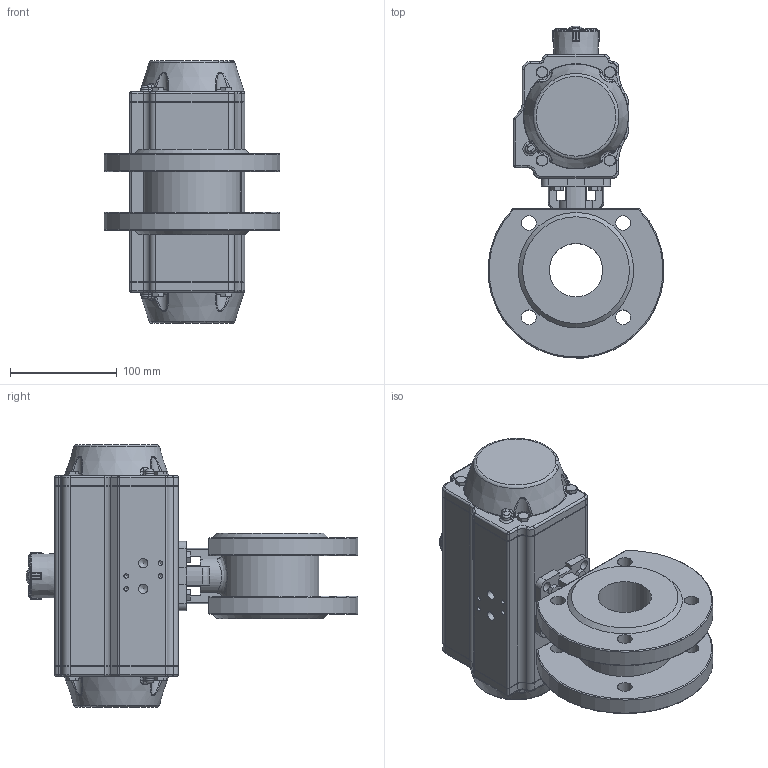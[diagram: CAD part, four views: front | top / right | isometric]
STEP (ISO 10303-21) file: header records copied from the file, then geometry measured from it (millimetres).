
FILE_DESCRIPTION(/* description */ ('Unknown'),/* implementation_level */ '2;1');
FILE_NAME(/* name */ 'FR040932-09',/* time_stamp */ '2023-05-02T10:40:39+02:00',/* author */ ('Unknown'),/* organization */ ('Unknown'),/* preprocessor_version */ 'ST-DEVELOPER v18.102',/* originating_system */ 'Solid Edge',/* authorisation */ 'Unknown');
FILE_SCHEMA (('AUTOMOTIVE_DESIGN {1 0 10303 214 3 1 1}'));
Length unit declared in the file: millimetre
Products named in the file (11): FR81-8.440.050; DW05_FR04_(DW110_FR81); ____; ________(___________; _____________; ______; hexagon head bolts--product grade c gb_GB_FASTENER_BOLT_HHBC M6X30-N; cup head nib bolts with large head gb_GB_FASTENER_BOLT_CHNBW M6X25-N; KP-88; 8.440.050; DIN558_M_6x16.1.3
Assembly tree (22 placements, depth 4):
  FR81-8.440.050
    DW05_FR04_(DW110_FR81)
      ____
        ________(___________  x2
        _____________  x2
        ______
      hexagon head bolts--product grade c gb_GB_FASTENER_BOLT_HHBC M6X30-N  x8
      cup head nib bolts with large head gb_GB_FASTENER_BOLT_CHNBW M6X25-N
      KP-88
    8.440.050
    DIN558_M_6x16.1.3  x4
Bounding box: 164.51 x 310.99 x 246 mm (x, y, z)
Volume: 3290524.2 mm3; surface area: 263043.4 mm2
Topology: 20 solids, 20 shells, 1108 faces, 2686 edges, 1627 vertices
Faces by surface type: plane 384, cylinder 340, bspline 139, cone 129, torus 105, sphere 11
Full cylindrical faces by diameter (mm): 3 x16, 3.3 x10, 4.2 x4, 4.66 x1, 5 x17, 6 x13, 6.2 x1, 6.8 x4, 7 x4, 8.8 x2, 9 x4, 13.835 x8, 19.5 x1, 24.6 x1, 24.8 x2, 35.2 x1, 38.5 x1, 41 x1, 50 x1
Entity records: 32496 total; most frequent: CARTESIAN_POINT 13522, DIRECTION 3719, ORIENTED_EDGE 3628, EDGE_CURVE 1814, AXIS2_PLACEMENT_3D 1474, VERTEX_POINT 1193, FACE_BOUND 1007, EDGE_LOOP 984
